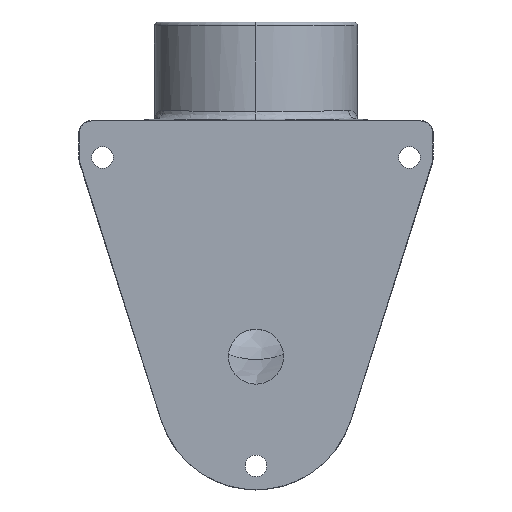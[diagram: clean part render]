
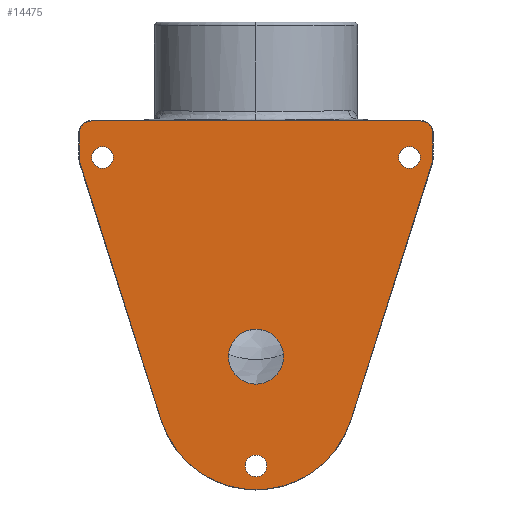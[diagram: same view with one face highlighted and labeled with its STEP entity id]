
A CAD part, top view. The second image highlights one B-rep face of the part: STEP entity #14475.
In plain terms, the highlighted planar face has unit normal (0, 0, 1).
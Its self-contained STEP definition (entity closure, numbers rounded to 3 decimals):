
#14125=CARTESIAN_POINT('',(-35.5,-8.44,1.6));
#14126=DIRECTION('',(0.,0.,1.));
#14127=DIRECTION('',(1.,0.,0.));
#14128=AXIS2_PLACEMENT_3D('',#14125,#14126,#14127);
#14130=CARTESIAN_POINT('',(-35.5,-8.44,1.6));
#14131=DIRECTION('',(0.,0.,1.));
#14132=DIRECTION('',(-1.,0.,0.));
#14133=AXIS2_PLACEMENT_3D('',#14130,#14131,#14132);
#14135=CARTESIAN_POINT('',(35.5,-8.44,1.6));
#14136=DIRECTION('',(0.,0.,1.));
#14137=DIRECTION('',(1.,0.,0.));
#14138=AXIS2_PLACEMENT_3D('',#14135,#14136,#14137);
#14140=CARTESIAN_POINT('',(35.5,-8.44,1.6));
#14141=DIRECTION('',(0.,0.,1.));
#14142=DIRECTION('',(-1.,0.,0.));
#14143=AXIS2_PLACEMENT_3D('',#14140,#14141,#14142);
#14145=CARTESIAN_POINT('',(0.,-79.84,1.6));
#14146=DIRECTION('',(0.,0.,1.));
#14147=DIRECTION('',(1.,0.,0.));
#14148=AXIS2_PLACEMENT_3D('',#14145,#14146,#14147);
#14150=CARTESIAN_POINT('',(0.,-79.84,1.6));
#14151=DIRECTION('',(0.,0.,1.));
#14152=DIRECTION('',(-1.,0.,0.));
#14153=AXIS2_PLACEMENT_3D('',#14150,#14151,#14152);
#14155=CARTESIAN_POINT('',(0.,-54.57,1.6));
#14156=DIRECTION('',(0.,0.,-1.));
#14157=DIRECTION('',(-1.,0.,0.));
#14158=AXIS2_PLACEMENT_3D('',#14155,#14156,#14157);
#14160=CARTESIAN_POINT('',(0.,-54.57,1.6));
#14161=DIRECTION('',(0.,0.,-1.));
#14162=DIRECTION('',(1.,0.,0.));
#14163=AXIS2_PLACEMENT_3D('',#14160,#14161,#14162);
#14165=CARTESIAN_POINT('',(37.95,-3.,1.6));
#14166=DIRECTION('',(0.,0.,1.));
#14167=DIRECTION('',(1.,0.,0.));
#14168=AXIS2_PLACEMENT_3D('',#14165,#14166,#14167);
#14170=DIRECTION('',(0.,1.,0.));
#14171=VECTOR('',#14170,5.141);
#14172=CARTESIAN_POINT('',(40.95,-8.141,1.6));
#14173=LINE('',#14172,#14171);
#14174=CARTESIAN_POINT('',(35.5,-8.141,1.6));
#14175=DIRECTION('',(0.,0.,1.));
#14176=DIRECTION('',(0.954,-0.301,0.));
#14177=AXIS2_PLACEMENT_3D('',#14174,#14175,#14176);
#14179=DIRECTION('',(0.301,0.954,0.));
#14180=VECTOR('',#14179,62.394);
#14181=CARTESIAN_POINT('',(21.935,-69.286,1.6));
#14182=LINE('',#14181,#14180);
#14183=CARTESIAN_POINT('',(0.,-62.37,1.6));
#14184=DIRECTION('',(0.,0.,1.));
#14185=DIRECTION('',(-0.954,-0.301,0.));
#14186=AXIS2_PLACEMENT_3D('',#14183,#14184,#14185);
#14188=DIRECTION('',(0.301,-0.954,0.));
#14189=VECTOR('',#14188,62.394);
#14190=CARTESIAN_POINT('',(-40.698,-9.78,1.6));
#14191=LINE('',#14190,#14189);
#14192=CARTESIAN_POINT('',(-35.5,-8.141,1.6));
#14193=DIRECTION('',(0.,0.,1.));
#14194=DIRECTION('',(-1.,0.,0.));
#14195=AXIS2_PLACEMENT_3D('',#14192,#14193,#14194);
#14197=DIRECTION('',(0.,-1.,0.));
#14198=VECTOR('',#14197,5.141);
#14199=CARTESIAN_POINT('',(-40.95,-3.,1.6));
#14200=LINE('',#14199,#14198);
#14201=CARTESIAN_POINT('',(-37.95,-3.,1.6));
#14202=DIRECTION('',(0.,0.,1.));
#14203=DIRECTION('',(0.,1.,0.));
#14204=AXIS2_PLACEMENT_3D('',#14201,#14202,#14203);
#14206=DIRECTION('',(-1.,0.,0.));
#14207=VECTOR('',#14206,75.9);
#14208=CARTESIAN_POINT('',(37.95,0.,1.6));
#14209=LINE('',#14208,#14207);
#14286=CARTESIAN_POINT('',(-40.95,-8.141,1.6));
#14287=CARTESIAN_POINT('',(-40.698,-9.78,1.6));
#14288=VERTEX_POINT('',#14286);
#14289=VERTEX_POINT('',#14287);
#14290=CARTESIAN_POINT('',(-21.935,-69.286,1.6));
#14291=VERTEX_POINT('',#14290);
#14292=CARTESIAN_POINT('',(21.935,-69.286,1.6));
#14293=VERTEX_POINT('',#14292);
#14294=CARTESIAN_POINT('',(40.698,-9.78,1.6));
#14295=VERTEX_POINT('',#14294);
#14296=CARTESIAN_POINT('',(40.95,-8.141,1.6));
#14297=VERTEX_POINT('',#14296);
#14310=CARTESIAN_POINT('',(-33.,-8.44,1.6));
#14311=CARTESIAN_POINT('',(-38.,-8.44,1.6));
#14312=VERTEX_POINT('',#14310);
#14313=VERTEX_POINT('',#14311);
#14314=CARTESIAN_POINT('',(38.,-8.44,1.6));
#14315=CARTESIAN_POINT('',(33.,-8.44,1.6));
#14316=VERTEX_POINT('',#14314);
#14317=VERTEX_POINT('',#14315);
#14318=CARTESIAN_POINT('',(2.5,-79.84,1.6));
#14319=CARTESIAN_POINT('',(-2.5,-79.84,1.6));
#14320=VERTEX_POINT('',#14318);
#14321=VERTEX_POINT('',#14319);
#14326=CARTESIAN_POINT('',(-6.35,-54.57,1.6));
#14327=CARTESIAN_POINT('',(6.35,-54.57,1.6));
#14328=VERTEX_POINT('',#14326);
#14329=VERTEX_POINT('',#14327);
#14334=CARTESIAN_POINT('',(40.95,-3.,1.6));
#14335=VERTEX_POINT('',#14334);
#14336=CARTESIAN_POINT('',(37.95,0.,1.6));
#14337=VERTEX_POINT('',#14336);
#14342=CARTESIAN_POINT('',(-37.95,0.,1.6));
#14343=VERTEX_POINT('',#14342);
#14344=CARTESIAN_POINT('',(-40.95,-3.,1.6));
#14345=VERTEX_POINT('',#14344);
#14426=CARTESIAN_POINT('',(0.,0.,1.6));
#14427=DIRECTION('',(0.,0.,1.));
#14428=DIRECTION('',(1.,0.,0.));
#14429=AXIS2_PLACEMENT_3D('',#14426,#14427,#14428);
#14430=PLANE('',#14429);
#14432=ORIENTED_EDGE('',*,*,#14431,.F.);
#14434=ORIENTED_EDGE('',*,*,#14433,.F.);
#14436=ORIENTED_EDGE('',*,*,#14435,.F.);
#14438=ORIENTED_EDGE('',*,*,#14437,.F.);
#14440=ORIENTED_EDGE('',*,*,#14439,.F.);
#14442=ORIENTED_EDGE('',*,*,#14441,.F.);
#14444=ORIENTED_EDGE('',*,*,#14443,.F.);
#14446=ORIENTED_EDGE('',*,*,#14445,.F.);
#14448=ORIENTED_EDGE('',*,*,#14447,.F.);
#14450=ORIENTED_EDGE('',*,*,#14449,.F.);
#14451=EDGE_LOOP('',(#14432,#14434,#14436,#14438,#14440,#14442,#14444,#14446,
#14448,#14450));
#14452=FACE_OUTER_BOUND('',#14451,.F.);
#14454=ORIENTED_EDGE('',*,*,#14453,.T.);
#14456=ORIENTED_EDGE('',*,*,#14455,.T.);
#14457=EDGE_LOOP('',(#14454,#14456));
#14458=FACE_BOUND('',#14457,.F.);
#14460=ORIENTED_EDGE('',*,*,#14459,.T.);
#14462=ORIENTED_EDGE('',*,*,#14461,.T.);
#14463=EDGE_LOOP('',(#14460,#14462));
#14464=FACE_BOUND('',#14463,.F.);
#14466=ORIENTED_EDGE('',*,*,#14465,.F.);
#14468=ORIENTED_EDGE('',*,*,#14467,.F.);
#14469=EDGE_LOOP('',(#14466,#14468));
#14470=FACE_BOUND('',#14469,.F.);
#14471=ORIENTED_EDGE('',*,*,#14406,.T.);
#14472=ORIENTED_EDGE('',*,*,#14420,.T.);
#14473=EDGE_LOOP('',(#14471,#14472));
#14474=FACE_BOUND('',#14473,.F.);
#14475=ADVANCED_FACE('',(#14452,#14458,#14464,#14470,#14474),#14430,.T.);
#14129=CIRCLE('',#14128,2.5);
#14134=CIRCLE('',#14133,2.5);
#14139=CIRCLE('',#14138,2.5);
#14144=CIRCLE('',#14143,2.5);
#14149=CIRCLE('',#14148,2.5);
#14154=CIRCLE('',#14153,2.5);
#14159=CIRCLE('',#14158,6.35);
#14164=CIRCLE('',#14163,6.35);
#14169=CIRCLE('',#14168,3.);
#14178=CIRCLE('',#14177,5.45);
#14187=CIRCLE('',#14186,23.);
#14196=CIRCLE('',#14195,5.45);
#14205=CIRCLE('',#14204,3.);
#14406=EDGE_CURVE('',#14312,#14313,#14129,.T.);
#14420=EDGE_CURVE('',#14313,#14312,#14134,.T.);
#14431=EDGE_CURVE('',#14335,#14337,#14169,.T.);
#14433=EDGE_CURVE('',#14297,#14335,#14173,.T.);
#14435=EDGE_CURVE('',#14295,#14297,#14178,.T.);
#14437=EDGE_CURVE('',#14293,#14295,#14182,.T.);
#14439=EDGE_CURVE('',#14291,#14293,#14187,.T.);
#14441=EDGE_CURVE('',#14289,#14291,#14191,.T.);
#14443=EDGE_CURVE('',#14288,#14289,#14196,.T.);
#14445=EDGE_CURVE('',#14345,#14288,#14200,.T.);
#14447=EDGE_CURVE('',#14343,#14345,#14205,.T.);
#14449=EDGE_CURVE('',#14337,#14343,#14209,.T.);
#14453=EDGE_CURVE('',#14316,#14317,#14139,.T.);
#14455=EDGE_CURVE('',#14317,#14316,#14144,.T.);
#14459=EDGE_CURVE('',#14320,#14321,#14149,.T.);
#14461=EDGE_CURVE('',#14321,#14320,#14154,.T.);
#14465=EDGE_CURVE('',#14328,#14329,#14159,.T.);
#14467=EDGE_CURVE('',#14329,#14328,#14164,.T.);
